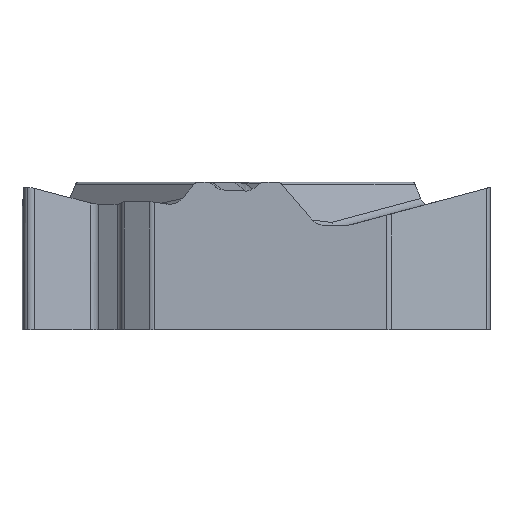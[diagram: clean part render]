
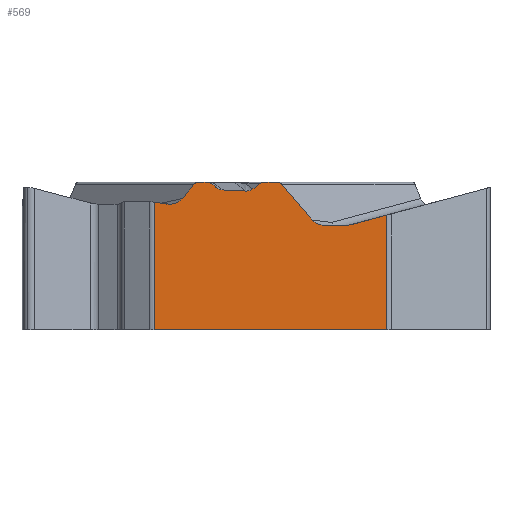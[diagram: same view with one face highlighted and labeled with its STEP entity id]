
A CAD part, left-side view. The second image highlights one B-rep face of the part: STEP entity #569.
In plain terms, the highlighted planar face has unit normal (-1, 0, 0).
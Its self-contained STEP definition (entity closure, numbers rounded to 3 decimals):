
#53=PLANE('',#1938);
#94=FACE_OUTER_BOUND('',#727,.T.);
#190=ELLIPSE('',#1931,0.348,0.33);
#191=ELLIPSE('',#1932,0.404,0.33);
#192=ELLIPSE('',#1933,0.177,0.15);
#193=ELLIPSE('',#1934,0.167,0.15);
#194=ELLIPSE('',#1935,0.15,0.15);
#195=ELLIPSE('',#1936,0.17,0.15);
#196=ELLIPSE('',#1937,0.397,0.33);
#232=LINE('',#2953,#397);
#233=LINE('',#2956,#398);
#234=LINE('',#2958,#399);
#235=LINE('',#2962,#400);
#236=LINE('',#2966,#401);
#237=LINE('',#2970,#402);
#238=LINE('',#2974,#403);
#239=LINE('',#2987,#404);
#240=LINE('',#3003,#405);
#241=LINE('',#3007,#406);
#242=LINE('',#3011,#407);
#243=LINE('',#3015,#408);
#244=LINE('',#3017,#409);
#397=VECTOR('',#2125,1.);
#398=VECTOR('',#2126,1.);
#399=VECTOR('',#2127,1.);
#400=VECTOR('',#2130,1.);
#401=VECTOR('',#2133,1.);
#402=VECTOR('',#2136,1.);
#403=VECTOR('',#2139,1.);
#404=VECTOR('',#2140,1.);
#405=VECTOR('',#2141,1.);
#406=VECTOR('',#2144,1.);
#407=VECTOR('',#2147,1.);
#408=VECTOR('',#2150,1.);
#409=VECTOR('',#2151,1.);
#569=ADVANCED_FACE('',(#94),#53,.F.);
#727=EDGE_LOOP('',(#835,#836,#837,#838,#839,#840,#841,#842,#843,#844,#845,
#846,#847,#848,#849,#850,#851,#852,#853,#854,#855,#856));
#835=ORIENTED_EDGE('',*,*,#1555,.F.);
#836=ORIENTED_EDGE('',*,*,#1556,.T.);
#837=ORIENTED_EDGE('',*,*,#1557,.T.);
#838=ORIENTED_EDGE('',*,*,#1558,.T.);
#839=ORIENTED_EDGE('',*,*,#1559,.F.);
#840=ORIENTED_EDGE('',*,*,#1560,.T.);
#841=ORIENTED_EDGE('',*,*,#1561,.T.);
#842=ORIENTED_EDGE('',*,*,#1562,.F.);
#843=ORIENTED_EDGE('',*,*,#1563,.F.);
#844=ORIENTED_EDGE('',*,*,#1564,.F.);
#845=ORIENTED_EDGE('',*,*,#1565,.T.);
#846=ORIENTED_EDGE('',*,*,#1566,.T.);
#847=ORIENTED_EDGE('',*,*,#1567,.T.);
#848=ORIENTED_EDGE('',*,*,#1568,.T.);
#849=ORIENTED_EDGE('',*,*,#1569,.T.);
#850=ORIENTED_EDGE('',*,*,#1570,.F.);
#851=ORIENTED_EDGE('',*,*,#1571,.F.);
#852=ORIENTED_EDGE('',*,*,#1572,.F.);
#853=ORIENTED_EDGE('',*,*,#1573,.T.);
#854=ORIENTED_EDGE('',*,*,#1574,.T.);
#855=ORIENTED_EDGE('',*,*,#1575,.T.);
#856=ORIENTED_EDGE('',*,*,#1576,.T.);
#1379=VERTEX_POINT('',#2954);
#1380=VERTEX_POINT('',#2955);
#1381=VERTEX_POINT('',#2957);
#1382=VERTEX_POINT('',#2959);
#1383=VERTEX_POINT('',#2961);
#1384=VERTEX_POINT('',#2963);
#1385=VERTEX_POINT('',#2965);
#1386=VERTEX_POINT('',#2967);
#1387=VERTEX_POINT('',#2969);
#1388=VERTEX_POINT('',#2971);
#1389=VERTEX_POINT('',#2973);
#1390=VERTEX_POINT('',#2975);
#1391=VERTEX_POINT('',#2986);
#1392=VERTEX_POINT('',#2988);
#1393=VERTEX_POINT('',#3002);
#1394=VERTEX_POINT('',#3004);
#1395=VERTEX_POINT('',#3006);
#1396=VERTEX_POINT('',#3008);
#1397=VERTEX_POINT('',#3010);
#1398=VERTEX_POINT('',#3012);
#1399=VERTEX_POINT('',#3014);
#1400=VERTEX_POINT('',#3016);
#1555=EDGE_CURVE('',#1379,#1380,#232,.T.);
#1556=EDGE_CURVE('',#1379,#1381,#233,.T.);
#1557=EDGE_CURVE('',#1381,#1382,#234,.T.);
#1558=EDGE_CURVE('',#1382,#1383,#190,.T.);
#1559=EDGE_CURVE('',#1384,#1383,#235,.T.);
#1560=EDGE_CURVE('',#1384,#1385,#191,.T.);
#1561=EDGE_CURVE('',#1385,#1386,#236,.T.);
#1562=EDGE_CURVE('',#1387,#1386,#192,.T.);
#1563=EDGE_CURVE('',#1388,#1387,#237,.T.);
#1564=EDGE_CURVE('',#1389,#1388,#193,.T.);
#1565=EDGE_CURVE('',#1389,#1390,#238,.T.);
#1566=EDGE_CURVE('',#1390,#1391,#1886,.T.);
#1567=EDGE_CURVE('',#1391,#1392,#239,.T.);
#1568=EDGE_CURVE('',#1392,#1393,#1887,.T.);
#1569=EDGE_CURVE('',#1393,#1394,#240,.T.);
#1570=EDGE_CURVE('',#1395,#1394,#194,.T.);
#1571=EDGE_CURVE('',#1396,#1395,#241,.T.);
#1572=EDGE_CURVE('',#1397,#1396,#195,.T.);
#1573=EDGE_CURVE('',#1397,#1398,#242,.T.);
#1574=EDGE_CURVE('',#1398,#1399,#196,.T.);
#1575=EDGE_CURVE('',#1399,#1400,#243,.T.);
#1576=EDGE_CURVE('',#1400,#1380,#244,.T.);
#1886=B_SPLINE_CURVE_WITH_KNOTS('',3,(#2976,#2977,#2978,#2979,#2980,#2981,
#2982,#2983,#2984,#2985),.UNSPECIFIED.,.F.,.F.,(4,3,3,4),(0.,0.474,
0.706,1.),.UNSPECIFIED.);
#1887=B_SPLINE_CURVE_WITH_KNOTS('',3,(#2989,#2990,#2991,#2992,#2993,#2994,
#2995,#2996,#2997,#2998,#2999,#3000,#3001),.UNSPECIFIED.,.F.,.F.,(4,3,3,
3,4),(0.,0.25,0.499,0.746,1.),
 .UNSPECIFIED.);
#1931=AXIS2_PLACEMENT_3D('',#2960,#2128,#2129);
#1932=AXIS2_PLACEMENT_3D('',#2964,#2131,#2132);
#1933=AXIS2_PLACEMENT_3D('',#2968,#2134,#2135);
#1934=AXIS2_PLACEMENT_3D('',#2972,#2137,#2138);
#1935=AXIS2_PLACEMENT_3D('',#3005,#2142,#2143);
#1936=AXIS2_PLACEMENT_3D('',#3009,#2145,#2146);
#1937=AXIS2_PLACEMENT_3D('',#3013,#2148,#2149);
#1938=AXIS2_PLACEMENT_3D('',#3018,#2152,#2153);
#2125=DIRECTION('',(0.,1.,0.));
#2126=DIRECTION('',(0.,0.,1.));
#2127=DIRECTION('',(0.,0.966,-0.259));
#2128=DIRECTION('',(1.,0.,0.));
#2129=DIRECTION('',(0.,0.966,-0.259));
#2130=DIRECTION('',(0.,-1.,0.));
#2131=DIRECTION('',(1.,0.,0.));
#2132=DIRECTION('',(0.,0.992,0.124));
#2133=DIRECTION('',(0.,0.651,0.759));
#2134=DIRECTION('',(1.,0.,0.));
#2135=DIRECTION('',(0.,-1.,0.));
#2136=DIRECTION('',(0.,-1.,0.));
#2137=DIRECTION('',(1.,0.,0.));
#2138=DIRECTION('',(0.,1.,0.));
#2139=DIRECTION('',(0.,0.794,-0.608));
#2140=DIRECTION('',(0.,0.999,0.049));
#2141=DIRECTION('',(0.,0.757,0.653));
#2142=DIRECTION('',(1.,0.,0.));
#2143=DIRECTION('',(0.,-1.,0.));
#2144=DIRECTION('',(0.,-1.,0.));
#2145=DIRECTION('',(1.,0.,0.));
#2146=DIRECTION('',(0.,-1.,0.));
#2147=DIRECTION('',(0.,0.635,-0.772));
#2148=DIRECTION('',(1.,0.,0.));
#2149=DIRECTION('',(0.,-0.976,0.217));
#2150=DIRECTION('',(0.,0.991,0.133));
#2151=DIRECTION('',(0.,0.,-1.));
#2152=DIRECTION('',(1.,0.,0.));
#2153=DIRECTION('',(0.,1.,0.));
#2953=CARTESIAN_POINT('',(-4.763,-7.335,-3.97));
#2954=CARTESIAN_POINT('',(-4.762,-4.016,-3.97));
#2955=CARTESIAN_POINT('',(-4.763,2.476,-3.97));
#2956=CARTESIAN_POINT('',(-4.762,-4.016,0.));
#2957=CARTESIAN_POINT('',(-4.762,-4.016,-0.773));
#2958=CARTESIAN_POINT('',(-4.763,6.381,-3.559));
#2959=CARTESIAN_POINT('',(-4.763,-2.991,-1.047));
#2960=CARTESIAN_POINT('',(-4.763,-2.905,-0.729));
#2961=CARTESIAN_POINT('',(-4.763,-2.896,-1.06));
#2962=CARTESIAN_POINT('',(-4.763,7.335,-1.06));
#2963=CARTESIAN_POINT('',(-4.763,-2.279,-1.06));
#2964=CARTESIAN_POINT('',(-4.763,-2.259,-0.729));
#2965=CARTESIAN_POINT('',(-4.763,-1.933,-0.91));
#2966=CARTESIAN_POINT('',(-4.763,2.44,4.194));
#2967=CARTESIAN_POINT('',(-4.763,-1.086,0.078));
#2968=CARTESIAN_POINT('',(-4.763,-0.943,-0.01));
#2969=CARTESIAN_POINT('',(-4.763,-0.943,0.14));
#2970=CARTESIAN_POINT('',(-4.763,7.335,0.14));
#2971=CARTESIAN_POINT('',(-4.763,-0.581,0.14));
#2972=CARTESIAN_POINT('',(-4.763,-0.581,-0.01));
#2973=CARTESIAN_POINT('',(-4.763,-0.473,0.104));
#2974=CARTESIAN_POINT('',(-4.763,4.498,-3.703));
#2975=CARTESIAN_POINT('',(-4.763,-0.283,-0.041));
#2976=CARTESIAN_POINT('',(-4.763,-0.283,-0.041));
#2977=CARTESIAN_POINT('',(-4.763,-0.257,-0.061));
#2978=CARTESIAN_POINT('',(-4.763,-0.226,-0.077));
#2979=CARTESIAN_POINT('',(-4.763,-0.195,-0.087));
#2980=CARTESIAN_POINT('',(-4.763,-0.179,-0.092));
#2981=CARTESIAN_POINT('',(-4.763,-0.163,-0.096));
#2982=CARTESIAN_POINT('',(-4.763,-0.147,-0.098));
#2983=CARTESIAN_POINT('',(-4.763,-0.126,-0.102));
#2984=CARTESIAN_POINT('',(-4.763,-0.105,-0.103));
#2985=CARTESIAN_POINT('',(-4.763,-0.084,-0.102));
#2986=CARTESIAN_POINT('',(-4.763,-0.084,-0.102));
#2987=CARTESIAN_POINT('',(-4.763,-7.313,-0.453));
#2988=CARTESIAN_POINT('',(-4.763,0.563,-0.07));
#2989=CARTESIAN_POINT('',(-4.763,0.563,-0.07));
#2990=CARTESIAN_POINT('',(-4.763,0.581,-0.069));
#2991=CARTESIAN_POINT('',(-4.763,0.599,-0.067));
#2992=CARTESIAN_POINT('',(-4.763,0.617,-0.063));
#2993=CARTESIAN_POINT('',(-4.763,0.634,-0.059));
#2994=CARTESIAN_POINT('',(-4.763,0.652,-0.054));
#2995=CARTESIAN_POINT('',(-4.763,0.668,-0.047));
#2996=CARTESIAN_POINT('',(-4.763,0.685,-0.04));
#2997=CARTESIAN_POINT('',(-4.763,0.701,-0.032));
#2998=CARTESIAN_POINT('',(-4.763,0.717,-0.023));
#2999=CARTESIAN_POINT('',(-4.763,0.732,-0.013));
#3000=CARTESIAN_POINT('',(-4.763,0.747,-0.002));
#3001=CARTESIAN_POINT('',(-4.763,0.761,0.01));
#3002=CARTESIAN_POINT('',(-4.763,0.761,0.01));
#3003=CARTESIAN_POINT('',(-4.763,-3.883,-3.999));
#3004=CARTESIAN_POINT('',(-4.763,0.87,0.104));
#3005=CARTESIAN_POINT('',(-4.763,0.968,-0.01));
#3006=CARTESIAN_POINT('',(-4.763,0.968,0.14));
#3007=CARTESIAN_POINT('',(-4.763,-7.335,0.14));
#3008=CARTESIAN_POINT('',(-4.763,1.232,0.14));
#3009=CARTESIAN_POINT('',(-4.763,1.232,-0.01));
#3010=CARTESIAN_POINT('',(-4.763,1.369,0.078));
#3011=CARTESIAN_POINT('',(-4.763,-2.106,4.302));
#3012=CARTESIAN_POINT('',(-4.763,1.688,-0.309));
#3013=CARTESIAN_POINT('',(-4.763,2.005,-0.133));
#3014=CARTESIAN_POINT('',(-4.763,2.096,-0.463));
#3015=CARTESIAN_POINT('',(-4.763,-7.108,-1.696));
#3016=CARTESIAN_POINT('',(-4.763,2.476,-0.412));
#3017=CARTESIAN_POINT('',(-4.763,2.476,0.));
#3018=CARTESIAN_POINT('',(-4.763,-7.335,0.));
